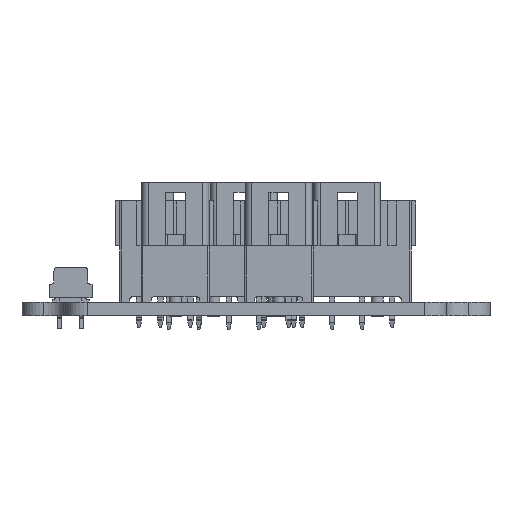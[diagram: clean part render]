
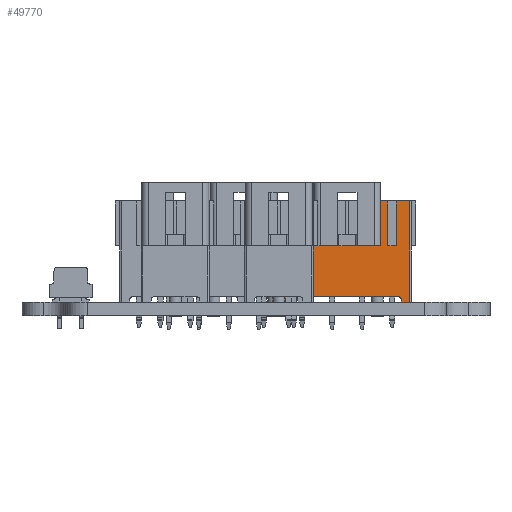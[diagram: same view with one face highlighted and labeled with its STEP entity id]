
A CAD part, left-side view. The second image highlights one B-rep face of the part: STEP entity #49770.
In plain terms, the highlighted planar face has unit normal (-1, 0, 0).
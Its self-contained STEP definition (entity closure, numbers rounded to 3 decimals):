
#46016 = VERTEX_POINT('',#46017);
#46017 = CARTESIAN_POINT('',(4.56,-17.933,0.));
#46041 = VERTEX_POINT('',#46042);
#46042 = CARTESIAN_POINT('',(4.56,-16.933,0.));
#46048 = EDGE_CURVE('',#46041,#46016,#46049,.T.);
#46049 = LINE('',#46050,#46051);
#46050 = CARTESIAN_POINT('',(4.56,-16.933,0.));
#46051 = VECTOR('',#46052,1.);
#46052 = DIRECTION('',(0.,-1.,0.));
#46103 = VERTEX_POINT('',#46104);
#46104 = CARTESIAN_POINT('',(4.56,-3.333,0.));
#46113 = EDGE_CURVE('',#46103,#46114,#46116,.T.);
#46114 = VERTEX_POINT('',#46115);
#46115 = CARTESIAN_POINT('',(4.56,-4.333,0.));
#46116 = LINE('',#46117,#46118);
#46117 = CARTESIAN_POINT('',(4.56,-3.333,0.));
#46118 = VECTOR('',#46119,1.);
#46119 = DIRECTION('',(0.,-1.,0.));
#46185 = VERTEX_POINT('',#46186);
#46186 = CARTESIAN_POINT('',(4.56,-16.933,0.35));
#46192 = EDGE_CURVE('',#46041,#46185,#46193,.T.);
#46193 = LINE('',#46194,#46195);
#46194 = CARTESIAN_POINT('',(4.56,-16.933,0.));
#46195 = VECTOR('',#46196,1.);
#46196 = DIRECTION('',(0.,0.,1.));
#46230 = VERTEX_POINT('',#46231);
#46231 = CARTESIAN_POINT('',(4.56,-16.683,0.6));
#46237 = EDGE_CURVE('',#46185,#46230,#46238,.T.);
#46238 = CIRCLE('',#46239,0.25);
#46239 = AXIS2_PLACEMENT_3D('',#46240,#46241,#46242);
#46240 = CARTESIAN_POINT('',(4.56,-16.683,0.35));
#46241 = DIRECTION('',(-1.,0.,0.));
#46242 = DIRECTION('',(0.,-1.,0.));
#46600 = VERTEX_POINT('',#46601);
#46601 = CARTESIAN_POINT('',(4.56,-4.583,0.6));
#46607 = EDGE_CURVE('',#46230,#46600,#46608,.T.);
#46608 = LINE('',#46609,#46610);
#46609 = CARTESIAN_POINT('',(4.56,-16.683,0.6));
#46610 = VECTOR('',#46611,1.);
#46611 = DIRECTION('',(0.,1.,0.));
#47417 = VERTEX_POINT('',#47418);
#47418 = CARTESIAN_POINT('',(4.56,-4.333,0.35));
#47424 = EDGE_CURVE('',#46600,#47417,#47425,.T.);
#47425 = CIRCLE('',#47426,0.25);
#47426 = AXIS2_PLACEMENT_3D('',#47427,#47428,#47429);
#47427 = CARTESIAN_POINT('',(4.56,-4.583,0.35));
#47428 = DIRECTION('',(-1.,0.,0.));
#47429 = DIRECTION('',(0.,0.,1.));
#47600 = VERTEX_POINT('',#47601);
#47601 = CARTESIAN_POINT('',(4.56,-17.933,11.8));
#47608 = EDGE_CURVE('',#47600,#47609,#47611,.T.);
#47609 = VERTEX_POINT('',#47610);
#47610 = CARTESIAN_POINT('',(4.56,-16.383,11.8));
#47611 = LINE('',#47612,#47613);
#47612 = CARTESIAN_POINT('',(4.56,-17.933,11.8));
#47613 = VECTOR('',#47614,1.);
#47614 = DIRECTION('',(0.,1.,0.));
#47633 = VERTEX_POINT('',#47634);
#47634 = CARTESIAN_POINT('',(4.56,-15.383,11.8));
#47640 = EDGE_CURVE('',#47633,#47641,#47643,.T.);
#47641 = VERTEX_POINT('',#47642);
#47642 = CARTESIAN_POINT('',(4.56,-14.533,11.8));
#47643 = LINE('',#47644,#47645);
#47644 = CARTESIAN_POINT('',(4.56,-15.383,11.8));
#47645 = VECTOR('',#47646,1.);
#47646 = DIRECTION('',(0.,1.,0.));
#47761 = VERTEX_POINT('',#47762);
#47762 = CARTESIAN_POINT('',(4.56,-6.733,11.8));
#47768 = EDGE_CURVE('',#47761,#47769,#47771,.T.);
#47769 = VERTEX_POINT('',#47770);
#47770 = CARTESIAN_POINT('',(4.56,-3.333,11.8));
#47771 = LINE('',#47772,#47773);
#47772 = CARTESIAN_POINT('',(4.56,-6.733,11.8));
#47773 = VECTOR('',#47774,1.);
#47774 = DIRECTION('',(0.,1.,0.));
#49757 = EDGE_CURVE('',#46016,#47600,#49758,.T.);
#49758 = LINE('',#49759,#49760);
#49759 = CARTESIAN_POINT('',(4.56,-17.933,0.));
#49760 = VECTOR('',#49761,1.);
#49761 = DIRECTION('',(0.,0.,1.));
#49770 = ADVANCED_FACE('',(#49771),#49839,.T.);
#49771 = FACE_BOUND('',#49772,.F.);
#49772 = EDGE_LOOP('',(#49773,#49774,#49775,#49776,#49777,#49778,#49779,
    #49785,#49786,#49792,#49793,#49801,#49809,#49815,#49816,#49824,
    #49832,#49838));
#49773 = ORIENTED_EDGE('',*,*,#49757,.F.);
#49774 = ORIENTED_EDGE('',*,*,#46048,.F.);
#49775 = ORIENTED_EDGE('',*,*,#46192,.T.);
#49776 = ORIENTED_EDGE('',*,*,#46237,.T.);
#49777 = ORIENTED_EDGE('',*,*,#46607,.T.);
#49778 = ORIENTED_EDGE('',*,*,#47424,.T.);
#49779 = ORIENTED_EDGE('',*,*,#49780,.F.);
#49780 = EDGE_CURVE('',#46114,#47417,#49781,.T.);
#49781 = LINE('',#49782,#49783);
#49782 = CARTESIAN_POINT('',(4.56,-4.333,0.));
#49783 = VECTOR('',#49784,1.);
#49784 = DIRECTION('',(0.,0.,1.));
#49785 = ORIENTED_EDGE('',*,*,#46113,.F.);
#49786 = ORIENTED_EDGE('',*,*,#49787,.F.);
#49787 = EDGE_CURVE('',#47769,#46103,#49788,.T.);
#49788 = LINE('',#49789,#49790);
#49789 = CARTESIAN_POINT('',(4.56,-3.333,11.8));
#49790 = VECTOR('',#49791,1.);
#49791 = DIRECTION('',(0.,0.,-1.));
#49792 = ORIENTED_EDGE('',*,*,#47768,.F.);
#49793 = ORIENTED_EDGE('',*,*,#49794,.T.);
#49794 = EDGE_CURVE('',#47761,#49795,#49797,.T.);
#49795 = VERTEX_POINT('',#49796);
#49796 = CARTESIAN_POINT('',(4.56,-6.733,6.55));
#49797 = LINE('',#49798,#49799);
#49798 = CARTESIAN_POINT('',(4.56,-6.733,11.8));
#49799 = VECTOR('',#49800,1.);
#49800 = DIRECTION('',(0.,0.,-1.));
#49801 = ORIENTED_EDGE('',*,*,#49802,.F.);
#49802 = EDGE_CURVE('',#49803,#49795,#49805,.T.);
#49803 = VERTEX_POINT('',#49804);
#49804 = CARTESIAN_POINT('',(4.56,-14.533,6.55));
#49805 = LINE('',#49806,#49807);
#49806 = CARTESIAN_POINT('',(4.56,-14.533,6.55));
#49807 = VECTOR('',#49808,1.);
#49808 = DIRECTION('',(0.,1.,0.));
#49809 = ORIENTED_EDGE('',*,*,#49810,.F.);
#49810 = EDGE_CURVE('',#47641,#49803,#49811,.T.);
#49811 = LINE('',#49812,#49813);
#49812 = CARTESIAN_POINT('',(4.56,-14.533,11.8));
#49813 = VECTOR('',#49814,1.);
#49814 = DIRECTION('',(0.,0.,-1.));
#49815 = ORIENTED_EDGE('',*,*,#47640,.F.);
#49816 = ORIENTED_EDGE('',*,*,#49817,.T.);
#49817 = EDGE_CURVE('',#47633,#49818,#49820,.T.);
#49818 = VERTEX_POINT('',#49819);
#49819 = CARTESIAN_POINT('',(4.56,-15.383,6.55));
#49820 = LINE('',#49821,#49822);
#49821 = CARTESIAN_POINT('',(4.56,-15.383,11.8));
#49822 = VECTOR('',#49823,1.);
#49823 = DIRECTION('',(0.,0.,-1.));
#49824 = ORIENTED_EDGE('',*,*,#49825,.T.);
#49825 = EDGE_CURVE('',#49818,#49826,#49828,.T.);
#49826 = VERTEX_POINT('',#49827);
#49827 = CARTESIAN_POINT('',(4.56,-16.383,6.55));
#49828 = LINE('',#49829,#49830);
#49829 = CARTESIAN_POINT('',(4.56,-15.383,6.55));
#49830 = VECTOR('',#49831,1.);
#49831 = DIRECTION('',(0.,-1.,0.));
#49832 = ORIENTED_EDGE('',*,*,#49833,.F.);
#49833 = EDGE_CURVE('',#47609,#49826,#49834,.T.);
#49834 = LINE('',#49835,#49836);
#49835 = CARTESIAN_POINT('',(4.56,-16.383,11.8));
#49836 = VECTOR('',#49837,1.);
#49837 = DIRECTION('',(0.,0.,-1.));
#49838 = ORIENTED_EDGE('',*,*,#47608,.F.);
#49839 = PLANE('',#49840);
#49840 = AXIS2_PLACEMENT_3D('',#49841,#49842,#49843);
#49841 = CARTESIAN_POINT('',(4.56,-10.633,5.9));
#49842 = DIRECTION('',(-1.,0.,0.));
#49843 = DIRECTION('',(0.,1.,0.));
